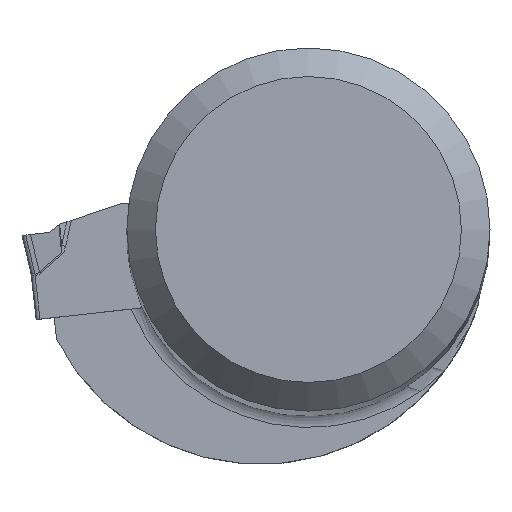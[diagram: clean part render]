
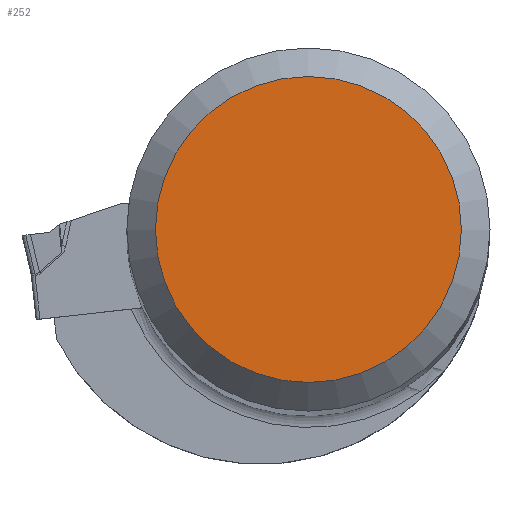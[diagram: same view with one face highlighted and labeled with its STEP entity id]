
A CAD part, top view. The second image highlights one B-rep face of the part: STEP entity #252.
In plain terms, the highlighted planar face has unit normal (0, 0, 1).
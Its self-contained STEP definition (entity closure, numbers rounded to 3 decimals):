
#201=CIRCLE('',#1921,8.025);
#252=ADVANCED_FACE('TB_BL_N10_SU6',(#391),#345,.T.);
#345=PLANE('',#1922);
#391=FACE_OUTER_BOUND('',#493,.T.);
#493=EDGE_LOOP('',(#787));
#787=ORIENTED_EDGE('',*,*,#1428,.T.);
#1239=VERTEX_POINT('',#2720);
#1428=EDGE_CURVE('',#1239,#1239,#201,.T.);
#1921=AXIS2_PLACEMENT_3D('',#2719,#2154,#2155);
#1922=AXIS2_PLACEMENT_3D('',#2721,#2156,#2157);
#2154=DIRECTION('',(0.,0.,1.));
#2155=DIRECTION('',(1.,0.,0.));
#2156=DIRECTION('',(0.,0.,1.));
#2157=DIRECTION('',(1.,0.,0.));
#2719=CARTESIAN_POINT('',(0.,0.,0.));
#2720=CARTESIAN_POINT('',(8.025,0.,0.));
#2721=CARTESIAN_POINT('',(0.,0.,0.));
